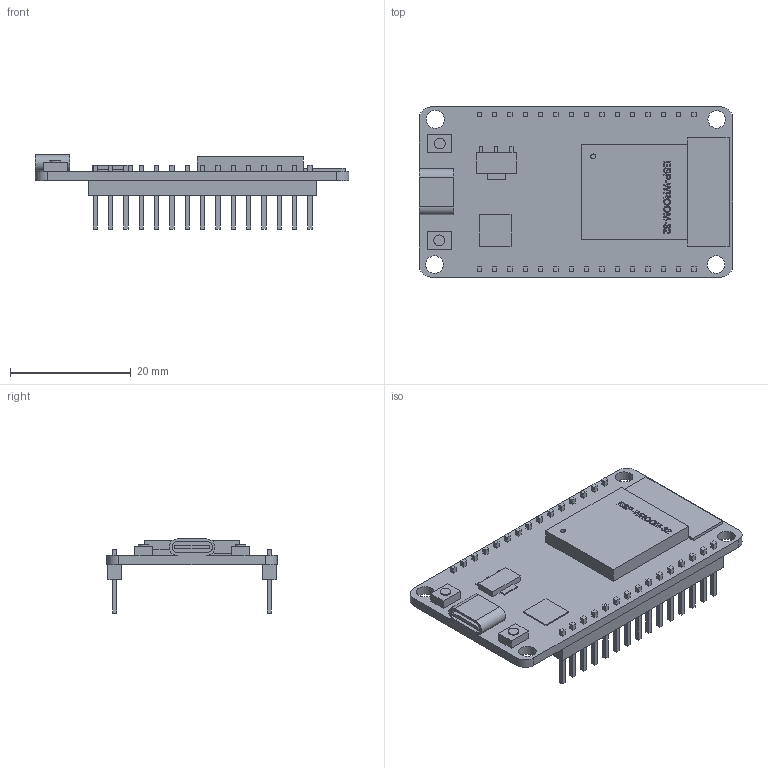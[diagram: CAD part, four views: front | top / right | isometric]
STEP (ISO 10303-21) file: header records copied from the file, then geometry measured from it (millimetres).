
FILE_DESCRIPTION(/* description */ (''),/* implementation_level */ '2;1');
FILE_NAME(/* name */ 'ESP32 v1.step',/* time_stamp */ '2023-03-07T14:31:25-03:00',/* author */ (''),/* organization */ (''),/* preprocessor_version */ 'ST-DEVELOPER v19.2',/* originating_system */ 'Autodesk Translation Framework v11.17.0.187',/* authorisation */ '');
FILE_SCHEMA (('AUTOMOTIVE_DESIGN { 1 0 10303 214 3 1 1 }'));
Length unit declared in the file: millimetre
Products named in the file (1): ESP32
Bounding box: 51.83 x 28.16 x 12.24 mm (x, y, z)
Volume: 3603.7 mm3; surface area: 4582.2 mm2
Topology: 1 solids, 1 shells, 634 faces, 1630 edges, 1086 vertices
Faces by surface type: plane 466, bspline 153, cylinder 15
Full cylindrical faces by diameter (mm): 0.8 x1, 1.78 x2, 2.89 x3, 2.98 x1
Entity records: 20447 total; most frequent: CARTESIAN_POINT 5952, ORIENTED_EDGE 3260, DIRECTION 2318, EDGE_CURVE 1630, LINE 1294, VECTOR 1294, VERTEX_POINT 1086, EDGE_LOOP 730
